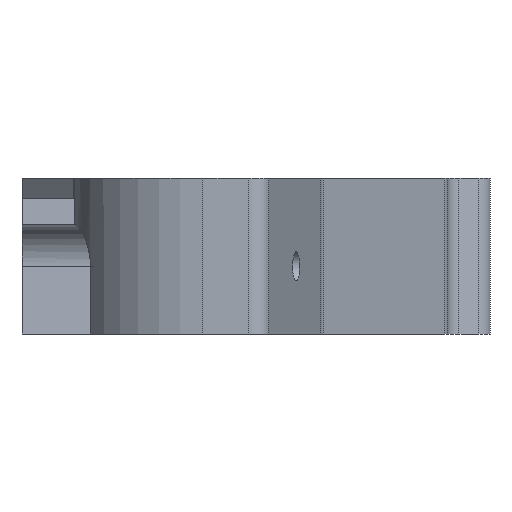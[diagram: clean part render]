
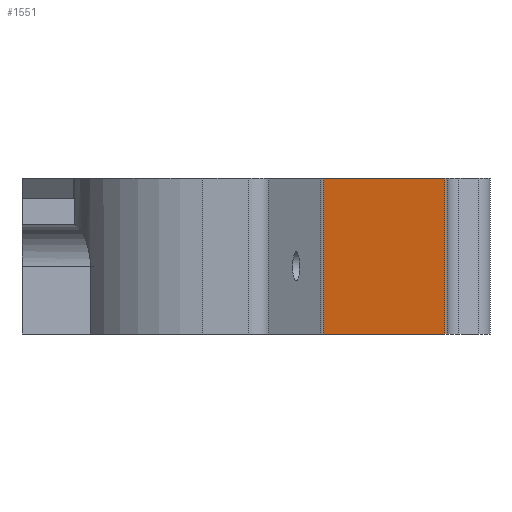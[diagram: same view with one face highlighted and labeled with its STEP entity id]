
A CAD part, front view. The second image highlights one B-rep face of the part: STEP entity #1551.
In plain terms, the highlighted planar face has unit normal (0.859, -0.512, 0).
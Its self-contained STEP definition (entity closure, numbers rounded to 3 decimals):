
#234=ORIENTED_EDGE('',*,*,#598,.F.);
#235=ORIENTED_EDGE('',*,*,#681,.T.);
#236=ORIENTED_EDGE('',*,*,#682,.T.);
#237=ORIENTED_EDGE('',*,*,#683,.T.);
#598=EDGE_CURVE('',#828,#829,#970,.T.);
#681=EDGE_CURVE('',#828,#898,#1038,.F.);
#682=EDGE_CURVE('',#898,#899,#1039,.T.);
#683=EDGE_CURVE('',#899,#829,#1040,.T.);
#828=VERTEX_POINT('',#2277);
#829=VERTEX_POINT('',#2279);
#898=VERTEX_POINT('',#2452);
#899=VERTEX_POINT('',#2454);
#970=LINE('',#2278,#1136);
#1038=LINE('',#2451,#1204);
#1039=LINE('',#2453,#1205);
#1040=LINE('',#2455,#1206);
#1136=VECTOR('',#1815,1000.);
#1204=VECTOR('',#1935,1000.);
#1205=VECTOR('',#1936,1000.);
#1206=VECTOR('',#1937,1000.);
#1305=EDGE_LOOP('',(#234,#235,#236,#237));
#1403=FACE_BOUND('',#1305,.T.);
#1496=PLANE('',#1671);
#1551=ADVANCED_FACE('',(#1403),#1496,.T.);
#1671=AXIS2_PLACEMENT_3D('',#2450,#1933,#1934);
#1815=DIRECTION('',(-0.512,-0.859,0.));
#1933=DIRECTION('',(0.859,-0.512,0.));
#1934=DIRECTION('',(0.512,0.859,0.));
#1935=DIRECTION('',(0.,0.,-1.));
#1936=DIRECTION('',(-0.512,-0.859,0.));
#1937=DIRECTION('',(0.,0.,-1.));
#2277=CARTESIAN_POINT('',(-3.63,-29.794,0.));
#2278=CARTESIAN_POINT('',(-3.347,-29.321,0.));
#2279=CARTESIAN_POINT('',(-15.32,-49.391,0.));
#2450=CARTESIAN_POINT('',(-3.347,-29.321,15.));
#2451=CARTESIAN_POINT('',(-3.63,-29.794,15.));
#2452=CARTESIAN_POINT('',(-3.63,-29.794,15.));
#2453=CARTESIAN_POINT('',(-3.347,-29.321,15.));
#2454=CARTESIAN_POINT('',(-15.32,-49.391,15.));
#2455=CARTESIAN_POINT('',(-15.32,-49.391,0.));
